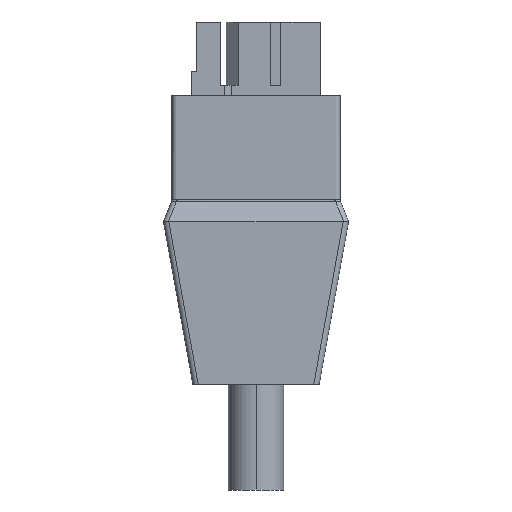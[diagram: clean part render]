
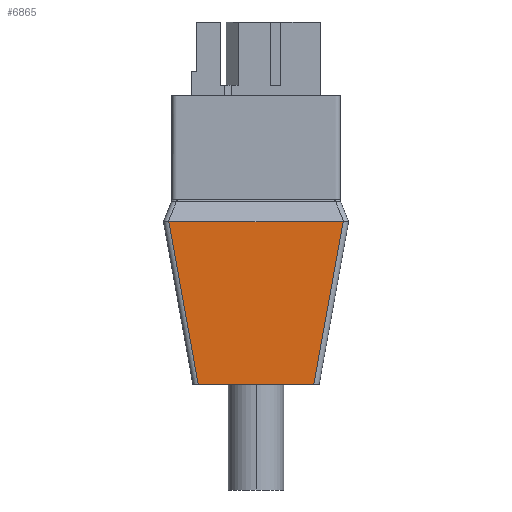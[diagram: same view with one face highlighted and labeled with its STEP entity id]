
A CAD part, left-side view. The second image highlights one B-rep face of the part: STEP entity #6865.
In plain terms, the highlighted planar face has unit normal (-1, 0, 0).
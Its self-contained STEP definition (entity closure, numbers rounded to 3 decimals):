
#70 = VERTEX_POINT ( 'NONE', #2247 ) ;
#82 = EDGE_CURVE ( 'NONE', #4762, #70, #5309, .T. ) ;
#250 = CARTESIAN_POINT ( 'NONE',  ( -0.85, 8.292, -12. ) ) ;
#832 = DIRECTION ( 'NONE',  ( 0., 1., 0. ) ) ;
#1196 = ORIENTED_EDGE ( 'NONE', *, *, #6521, .T. ) ;
#1527 = CARTESIAN_POINT ( 'NONE',  ( -0.85, 8.8, -12. ) ) ;
#1621 = PLANE ( 'NONE',  #4593 ) ;
#1738 = CARTESIAN_POINT ( 'NONE',  ( -0.85, 5.492, -27.5 ) ) ;
#2177 = DIRECTION ( 'NONE',  ( 0., -0.178, 0.984 ) ) ;
#2247 = CARTESIAN_POINT ( 'NONE',  ( -0.85, -5.492, -27.5 ) ) ;
#2403 = ORIENTED_EDGE ( 'NONE', *, *, #82, .T. ) ;
#2574 = VERTEX_POINT ( 'NONE', #250 ) ;
#3082 = VECTOR ( 'NONE', #832, 1000. ) ;
#3097 = VERTEX_POINT ( 'NONE', #3535 ) ;
#3350 = LINE ( 'NONE', #6107, #4243 ) ;
#3535 = CARTESIAN_POINT ( 'NONE',  ( -0.85, -8.292, -12. ) ) ;
#3548 = CARTESIAN_POINT ( 'NONE',  ( -0.85, 8.8, -27.5 ) ) ;
#3806 = EDGE_CURVE ( 'NONE', #70, #3097, #6837, .T. ) ;
#3859 = CARTESIAN_POINT ( 'NONE',  ( -0.85, -7.752, -14.99 ) ) ;
#3936 = DIRECTION ( 'NONE',  ( 0., 0., -1. ) ) ;
#4046 = ORIENTED_EDGE ( 'NONE', *, *, #5303, .T. ) ;
#4128 = VECTOR ( 'NONE', #4563, 1000. ) ;
#4243 = VECTOR ( 'NONE', #5632, 1000. ) ;
#4276 = VECTOR ( 'NONE', #2177, 1000. ) ;
#4499 = CARTESIAN_POINT ( 'NONE',  ( -0.85, 8.8, -12. ) ) ;
#4537 = FACE_OUTER_BOUND ( 'NONE', #6359, .T. ) ;
#4563 = DIRECTION ( 'NONE',  ( 0., -1., 0. ) ) ;
#4593 = AXIS2_PLACEMENT_3D ( 'NONE', #4499, #6169, #3936 ) ;
#4762 = VERTEX_POINT ( 'NONE', #1738 ) ;
#5303 = EDGE_CURVE ( 'NONE', #3097, #2574, #5924, .T. ) ;
#5309 = LINE ( 'NONE', #3548, #4128 ) ;
#5632 = DIRECTION ( 'NONE',  ( 0., -0.178, -0.984 ) ) ;
#5924 = LINE ( 'NONE', #1527, #3082 ) ;
#6107 = CARTESIAN_POINT ( 'NONE',  ( -0.85, 8.308, -11.911 ) ) ;
#6169 = DIRECTION ( 'NONE',  ( 1., 0., 0. ) ) ;
#6359 = EDGE_LOOP ( 'NONE', ( #7126, #4046, #1196, #2403 ) ) ;
#6521 = EDGE_CURVE ( 'NONE', #2574, #4762, #3350, .T. ) ;
#6837 = LINE ( 'NONE', #3859, #4276 ) ;
#6865 = ADVANCED_FACE ( 'NONE', ( #4537 ), #1621, .F. ) ;
#7126 = ORIENTED_EDGE ( 'NONE', *, *, #3806, .T. ) ;
